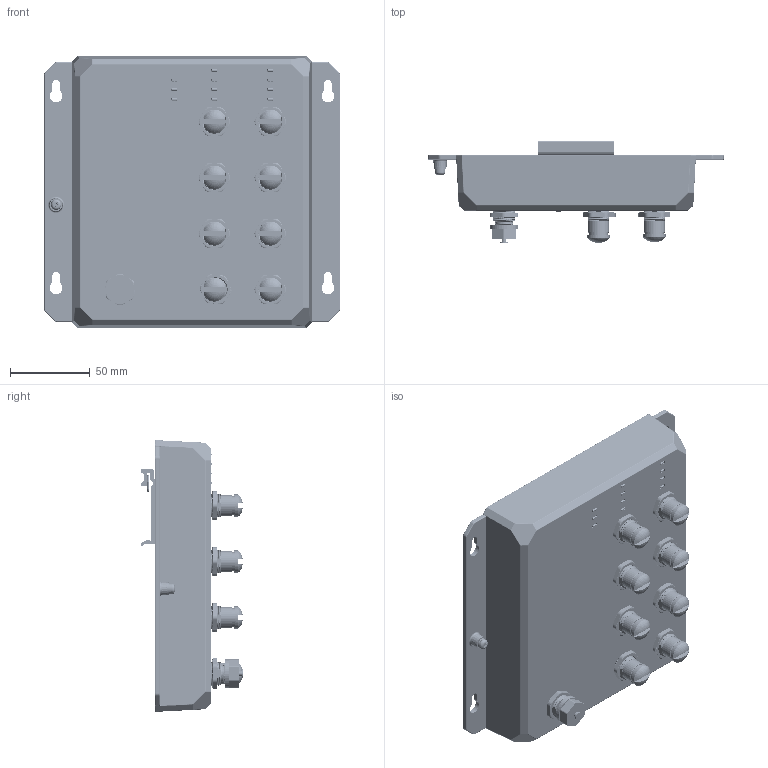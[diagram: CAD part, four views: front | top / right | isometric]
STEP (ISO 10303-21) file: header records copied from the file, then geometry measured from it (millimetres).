
FILE_DESCRIPTION((''),'2;1');
FILE_NAME('ASM-3D0001_ASM','2022-02-18T14:02:28',('admin'),(''),'CREO PARAMETRIC BY PTC INC, 2016390','CREO PARAMETRIC BY PTC INC, 2016390','');
FILE_SCHEMA(('CONFIG_CONTROL_DESIGN'));
Products named in the file (39): TOP_TL-SG2008EN; ZUHELUODING; 3-5P_MALE-TONGYONG-HOUSING_19_1; 3-8P-MALE-TOMGYONG-PIN_11_1; 3-8P_MALE-QIANSOU-WAITAO_26_1; O-RING002_3_1; 3-8P_TOMGYONG-LUOMU002_11_1; 3-5P_ASM_6_ASM_1_ASM; 4P-MALE-QIANSUO-A_CODE_ASM; O-RING002_3_1_1; O-RING2_2_1_1; 8P-FEMALE-TONGYONG-HOUSING_11_1; 3-8P_TOMGYONG-LUOMU002_11_2_1; 3-5P_ASM_3_ASM_5_ASM_1_AF0_ASM; O-RING_17_5; 8P-FEMALE-TONGYONG-HOUSING_HEAD; 8P-FEMALE-QIANSUO-X_CODE_AF0_ASM; 3-5P_ASM_3_ASM_5_ASM_1_AF1_ASM; 8P-FEMALE-QIANSUO-X_CODE_AF1_ASM; 3-5P_ASM_3_ASM_5_ASM_1_AF2_ASM; 8P-FEMALE-QIANSUO-X_CODE_AF2_ASM; 3-5P_ASM_3_ASM_5_ASM_1_AF3_ASM; 8P-FEMALE-QIANSUO-X_CODE_AF3_ASM; 3-5P_ASM_3_ASM_5_ASM_1_AF4_ASM; 8P-FEMALE-QIANSUO-X_CODE_AF4_ASM; 3-5P_ASM_3_ASM_5_ASM_1_AF5_ASM; 8P-FEMALE-QIANSUO-X_CODE_AF5_ASM; 3-5P_ASM_3_ASM_5_ASM_1_AF6_ASM; 8P-FEMALE-QIANSUO-X_CODE_AF6_ASM; 3-5P_ASM_3_ASM_5_ASM_1_AF7_ASM; 8P-FEMALE-QIANSUO-X_CODE_AF7_ASM; PCB_TL-SG2008EN_ASM; 4_DAOGUANGZHU_TL-SG2008EN; 3_DAOGUANGZHU_TL-SG2008EN_20_V2; FANGLEI_ZUHELUODING; DAOGUIKAKOU; FANGCHENGMAO; FANGCHENGMAO2; ASM-3D0001_ASM
Assembly tree (91 placements, depth 5):
  ASM-3D0001_ASM
    TOP_TL-SG2008EN
    PCB_TL-SG2008EN_ASM
      ZUHELUODING
      4P-MALE-QIANSUO-A_CODE_ASM
        3-5P_ASM_6_ASM_1_ASM
          3-5P_MALE-TONGYONG-HOUSING_19_1
          3-8P-MALE-TOMGYONG-PIN_11_1  x4
          3-8P_MALE-QIANSOU-WAITAO_26_1
          O-RING002_3_1
          3-8P_TOMGYONG-LUOMU002_11_1
      8P-FEMALE-QIANSUO-X_CODE_AF0_ASM
        3-5P_ASM_3_ASM_5_ASM_1_AF0_ASM
          O-RING002_3_1_1
          O-RING2_2_1_1
          8P-FEMALE-TONGYONG-HOUSING_11_1
          3-8P_TOMGYONG-LUOMU002_11_2_1
        O-RING_17_5
        8P-FEMALE-TONGYONG-HOUSING_HEAD
      8P-FEMALE-QIANSUO-X_CODE_AF1_ASM
        3-5P_ASM_3_ASM_5_ASM_1_AF1_ASM
          O-RING002_3_1_1
          O-RING2_2_1_1
          8P-FEMALE-TONGYONG-HOUSING_11_1
          3-8P_TOMGYONG-LUOMU002_11_2_1
        O-RING_17_5
        8P-FEMALE-TONGYONG-HOUSING_HEAD
      8P-FEMALE-QIANSUO-X_CODE_AF2_ASM
        3-5P_ASM_3_ASM_5_ASM_1_AF2_ASM
          O-RING002_3_1_1
          O-RING2_2_1_1
          8P-FEMALE-TONGYONG-HOUSING_11_1
          3-8P_TOMGYONG-LUOMU002_11_2_1
        O-RING_17_5
        8P-FEMALE-TONGYONG-HOUSING_HEAD
      8P-FEMALE-QIANSUO-X_CODE_AF3_ASM
        3-5P_ASM_3_ASM_5_ASM_1_AF3_ASM
          O-RING002_3_1_1
          O-RING2_2_1_1
          8P-FEMALE-TONGYONG-HOUSING_11_1
          3-8P_TOMGYONG-LUOMU002_11_2_1
        O-RING_17_5
        8P-FEMALE-TONGYONG-HOUSING_HEAD
      8P-FEMALE-QIANSUO-X_CODE_AF4_ASM
        3-5P_ASM_3_ASM_5_ASM_1_AF4_ASM
          O-RING002_3_1_1
          O-RING2_2_1_1
          8P-FEMALE-TONGYONG-HOUSING_11_1
          3-8P_TOMGYONG-LUOMU002_11_2_1
        O-RING_17_5
        8P-FEMALE-TONGYONG-HOUSING_HEAD
      8P-FEMALE-QIANSUO-X_CODE_AF5_ASM
        3-5P_ASM_3_ASM_5_ASM_1_AF5_ASM
          O-RING002_3_1_1
          O-RING2_2_1_1
          8P-FEMALE-TONGYONG-HOUSING_11_1
          3-8P_TOMGYONG-LUOMU002_11_2_1
        O-RING_17_5
        8P-FEMALE-TONGYONG-HOUSING_HEAD
      8P-FEMALE-QIANSUO-X_CODE_AF6_ASM
Bounding box: 184.89 x 64.1 x 169.94 mm (x, y, z)
Volume: 927348.8 mm3; surface area: 161167.7 mm2
Topology: 72 solids, 152 shells, 11199 faces, 28699 edges, 17811 vertices
Faces by surface type: cylinder 3757, plane 3467, cone 1413, bspline 1363, torus 523, revolution 272, extrusion 256, sphere 148
Entity records: 129720 total; most frequent: CARTESIAN_POINT 56970, ORIENTED_EDGE 15948, DIRECTION 13516, EDGE_CURVE 7974, VERTEX_POINT 5033, AXIS2_PLACEMENT_3D 4716, VECTOR 4050, LINE 4018
